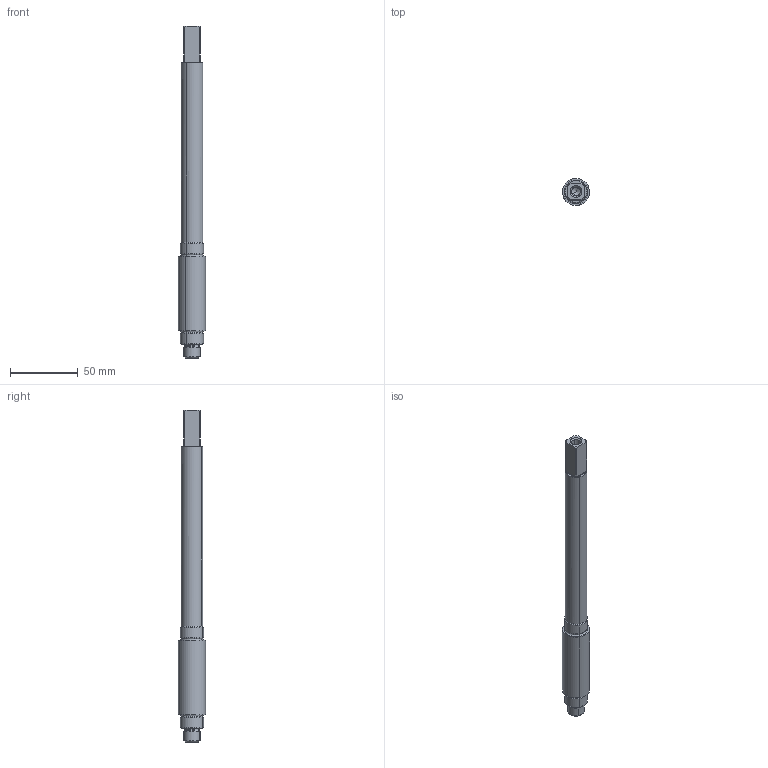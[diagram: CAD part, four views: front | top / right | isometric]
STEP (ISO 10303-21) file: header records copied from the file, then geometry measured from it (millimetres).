
FILE_DESCRIPTION(('CATIA V5 STEP Exchange'),'2;1');
FILE_NAME('EOLX1.0 Banc d''essai\EOLX1.0-D-000-006_A.stp','2020-01-30T21:52:27+00:00',('none'),('none'),'CATIA Version 5 Release 21 GA (IN-10)','CATIA V5 STEP AP203','none');
FILE_SCHEMA(('CONFIG_CONTROL_DESIGN'));
Length unit declared in the file: millimetre
Products named in the file (1): EOLX1.0-D-000-006_A
Bounding box: 19.99 x 19.99 x 245 mm (x, y, z)
Volume: 52517.7 mm3; surface area: 13949.4 mm2
Topology: 1 solids, 1 shells, 61 faces, 138 edges, 81 vertices
Faces by surface type: cone 20, cylinder 18, plane 13, torus 10
Entity records: 1557 total; most frequent: CARTESIAN_POINT 316, ORIENTED_EDGE 272, DIRECTION 188, EDGE_CURVE 136, AXIS2_PLACEMENT_3D 105, VERTEX_POINT 81, CIRCLE 70, EDGE_LOOP 65
